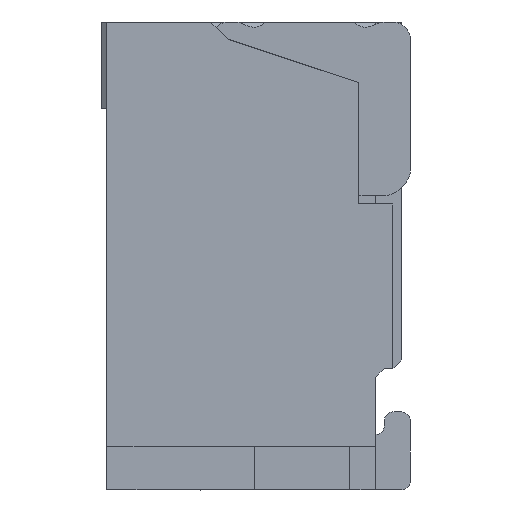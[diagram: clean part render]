
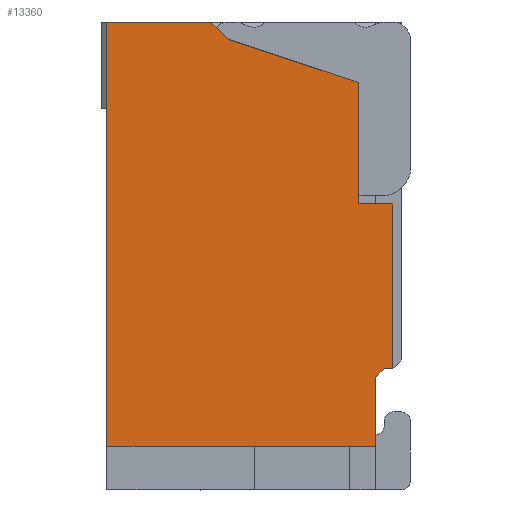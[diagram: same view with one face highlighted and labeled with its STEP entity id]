
A CAD part, left-side view. The second image highlights one B-rep face of the part: STEP entity #13360.
In plain terms, the highlighted planar face has unit normal (-1, 0, 0).
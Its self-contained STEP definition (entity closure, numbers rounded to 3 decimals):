
#11170=CARTESIAN_POINT('',(-17.5,0.05,1.65));
#11180=VERTEX_POINT('',#11170);
#11210=CARTESIAN_POINT('',(-17.5,0.25,1.65));
#11220=DIRECTION('',(0.,-1.,0.));
#11230=VECTOR('',#11220,0.2);
#11240=LINE('',#11210,#11230);
#11250=CARTESIAN_POINT('',(-17.5,0.25,1.65));
#11260=VERTEX_POINT('',#11250);
#11270=EDGE_CURVE('',#11260,#11180,#11240,.T.);
#12500=CARTESIAN_POINT('',(-17.5,0.049,2.701));
#12510=DIRECTION('',(-1.,0.,0.));
#12520=DIRECTION('',(0.,1.,0.));
#12530=AXIS2_PLACEMENT_3D('',#12500,#12510,#12520);
#12540=PLANE('',#12530);
#12550=CARTESIAN_POINT('',(-17.5,1.,2.6));
#12560=DIRECTION('',(0.,0.707,0.707));
#12570=VECTOR('',#12560,0.141);
#12580=LINE('',#12550,#12570);
#12590=CARTESIAN_POINT('',(-17.5,1.,2.6));
#12600=VERTEX_POINT('',#12590);
#12610=CARTESIAN_POINT('',(-17.5,1.1,2.7));
#12620=VERTEX_POINT('',#12610);
#12630=EDGE_CURVE('',#12600,#12620,#12580,.T.);
#12640=ORIENTED_EDGE('',*,*,#12630,.T.);
#12650=CARTESIAN_POINT('',(-17.5,0.25,2.35));
#12660=DIRECTION('',(0.,0.949,0.316));
#12670=VECTOR('',#12660,0.791);
#12680=LINE('',#12650,#12670);
#12690=CARTESIAN_POINT('',(-17.5,0.25,2.35));
#12700=VERTEX_POINT('',#12690);
#12710=EDGE_CURVE('',#12700,#12600,#12680,.T.);
#12720=ORIENTED_EDGE('',*,*,#12710,.T.);
#12730=CARTESIAN_POINT('',(-17.5,0.25,2.35));
#12740=DIRECTION('',(0.,0.,-1.));
#12750=VECTOR('',#12740,0.7);
#12760=LINE('',#12730,#12750);
#12770=EDGE_CURVE('',#12700,#11260,#12760,.T.);
#12780=ORIENTED_EDGE('',*,*,#12770,.F.);
#12790=ORIENTED_EDGE('',*,*,#11270,.F.);
#12800=CARTESIAN_POINT('',(-17.5,0.05,1.65));
#12810=DIRECTION('',(0.,0.,-1.));
#12820=VECTOR('',#12810,0.95);
#12830=LINE('',#12800,#12820);
#12840=CARTESIAN_POINT('',(-17.5,0.05,0.7));
#12850=VERTEX_POINT('',#12840);
#12860=EDGE_CURVE('',#11180,#12850,#12830,.T.);
#12870=ORIENTED_EDGE('',*,*,#12860,.F.);
#12880=CARTESIAN_POINT('',(-17.5,0.05,0.7));
#12890=DIRECTION('',(0.,1.,0.));
#12900=VECTOR('',#12890,0.05);
#12910=LINE('',#12880,#12900);
#12920=CARTESIAN_POINT('',(-17.5,0.1,0.7));
#12930=VERTEX_POINT('',#12920);
#12940=EDGE_CURVE('',#12850,#12930,#12910,.T.);
#12950=ORIENTED_EDGE('',*,*,#12940,.F.);
#12960=CARTESIAN_POINT('',(-17.5,0.15,0.65));
#12970=DIRECTION('',(0.,-0.707,0.707));
#12980=VECTOR('',#12970,0.071);
#12990=LINE('',#12960,#12980);
#13000=CARTESIAN_POINT('',(-17.5,0.15,0.65));
#13010=VERTEX_POINT('',#13000);
#13020=EDGE_CURVE('',#13010,#12930,#12990,.T.);
#13030=ORIENTED_EDGE('',*,*,#13020,.T.);
#13040=CARTESIAN_POINT('',(-17.5,0.15,0.));
#13050=DIRECTION('',(0.,0.,-1.));
#13060=VECTOR('',#13050,1.);
#13070=LINE('',#13040,#13060);
#13080=CARTESIAN_POINT('',(-17.5,0.15,0.25));
#13090=VERTEX_POINT('',#13080);
#13100=EDGE_CURVE('',#13010,#13090,#13070,.T.);
#13110=ORIENTED_EDGE('',*,*,#13100,.F.);
#13120=CARTESIAN_POINT('',(-17.5,0.,0.25));
#13130=DIRECTION('',(0.,-1.,0.));
#13140=VECTOR('',#13130,1.);
#13150=LINE('',#13120,#13140);
#13160=CARTESIAN_POINT('',(-17.5,1.7,0.25));
#13170=VERTEX_POINT('',#13160);
#13180=EDGE_CURVE('',#13170,#13090,#13150,.T.);
#13190=ORIENTED_EDGE('',*,*,#13180,.T.);
#13200=CARTESIAN_POINT('',(-17.5,1.7,0.));
#13210=DIRECTION('',(0.,0.,-1.));
#13220=VECTOR('',#13210,1.);
#13230=LINE('',#13200,#13220);
#13240=CARTESIAN_POINT('',(-17.5,1.7,2.7));
#13250=VERTEX_POINT('',#13240);
#13260=EDGE_CURVE('',#13250,#13170,#13230,.T.);
#13270=ORIENTED_EDGE('',*,*,#13260,.T.);
#13280=CARTESIAN_POINT('',(-17.5,1.7,2.7));
#13290=DIRECTION('',(0.,-1.,0.));
#13300=VECTOR('',#13290,0.6);
#13310=LINE('',#13280,#13300);
#13320=EDGE_CURVE('',#13250,#12620,#13310,.T.);
#13330=ORIENTED_EDGE('',*,*,#13320,.F.);
#13340=EDGE_LOOP('',(#13330,#13270,#13190,#13110,#13030,#12950,#12870,
#12790,#12780,#12720,#12640));
#13350=FACE_OUTER_BOUND('',#13340,.T.);
#13360=ADVANCED_FACE('',(#13350),#12540,.T.);
